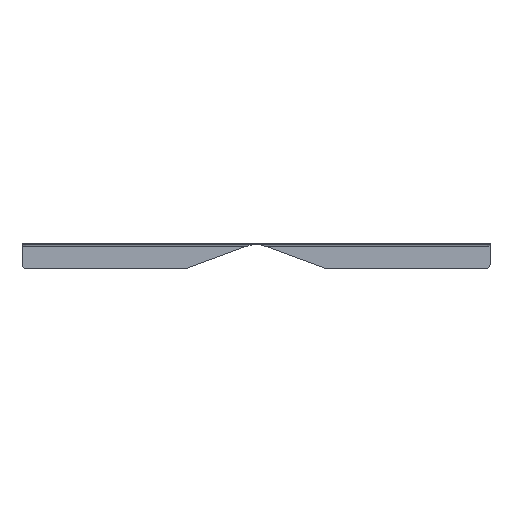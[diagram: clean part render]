
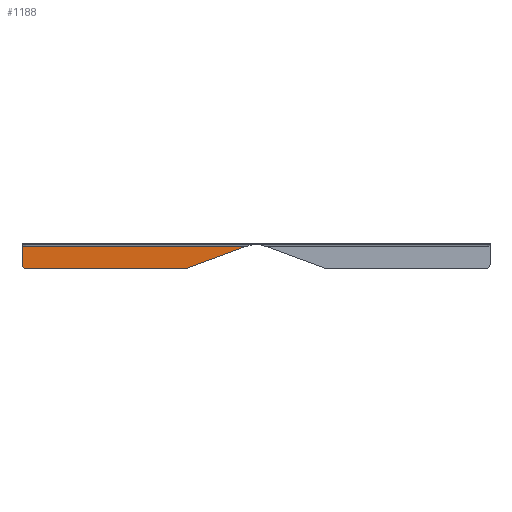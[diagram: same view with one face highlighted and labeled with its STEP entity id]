
A CAD part, front view. The second image highlights one B-rep face of the part: STEP entity #1188.
In plain terms, the highlighted planar face has unit normal (0, -1, 0).
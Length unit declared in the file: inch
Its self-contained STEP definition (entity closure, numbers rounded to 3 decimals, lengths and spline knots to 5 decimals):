
#45 = LINE ( 'NONE', #765, #511 ) ;
#76 = VERTEX_POINT ( 'NONE', #366 ) ;
#100 = ORIENTED_EDGE ( 'NONE', *, *, #252, .T. ) ;
#250 = LINE ( 'NONE', #603, #1289 ) ;
#252 = EDGE_CURVE ( 'NONE', #1809, #2091, #1941, .T. ) ;
#263 = CARTESIAN_POINT ( 'NONE',  ( -15.00121, -0.06, -0.123 ) ) ;
#332 = CARTESIAN_POINT ( 'NONE',  ( -9.8125, -0.06, -0.9125 ) ) ;
#357 = PLANE ( 'NONE',  #1747 ) ;
#366 = CARTESIAN_POINT ( 'NONE',  ( -10., -0.06, -0.9125 ) ) ;
#436 = CARTESIAN_POINT ( 'NONE',  ( -3., -0.06, -1.1 ) ) ;
#511 = VECTOR ( 'NONE', #1241, 39.37008 ) ;
#541 = EDGE_CURVE ( 'NONE', #1522, #1809, #45, .T. ) ;
#546 = CARTESIAN_POINT ( 'NONE',  ( -0.38421, -0.06, -0.123 ) ) ;
#552 = ORIENTED_EDGE ( 'NONE', *, *, #643, .T. ) ;
#603 = CARTESIAN_POINT ( 'NONE',  ( -10., -0.06, -0.123 ) ) ;
#643 = EDGE_CURVE ( 'NONE', #2091, #1436, #2116, .T. ) ;
#668 = DIRECTION ( 'NONE',  ( 0., 1., 0. ) ) ;
#754 = DIRECTION ( 'NONE',  ( 0.937, 0., 0.35 ) ) ;
#765 = CARTESIAN_POINT ( 'NONE',  ( -10., -0.06, -1.1 ) ) ;
#1014 = EDGE_CURVE ( 'NONE', #1436, #76, #250, .T. ) ;
#1036 = ORIENTED_EDGE ( 'NONE', *, *, #1159, .F. ) ;
#1077 = DIRECTION ( 'NONE',  ( 0., 1., 0. ) ) ;
#1159 = EDGE_CURVE ( 'NONE', #1522, #76, #2023, .T. ) ;
#1188 = ADVANCED_FACE ( 'NONE', ( #1189 ), #357, .F. ) ;
#1189 = FACE_OUTER_BOUND ( 'NONE', #1962, .T. ) ;
#1212 = ORIENTED_EDGE ( 'NONE', *, *, #1014, .T. ) ;
#1241 = DIRECTION ( 'NONE',  ( 1., 0., 0. ) ) ;
#1251 = DIRECTION ( 'NONE',  ( -1., 0., 0. ) ) ;
#1289 = VECTOR ( 'NONE', #1587, 39.37008 ) ;
#1424 = ORIENTED_EDGE ( 'NONE', *, *, #541, .T. ) ;
#1436 = VERTEX_POINT ( 'NONE', #1852 ) ;
#1508 = CARTESIAN_POINT ( 'NONE',  ( -10., -0.06, -1.1 ) ) ;
#1522 = VERTEX_POINT ( 'NONE', #2142 ) ;
#1584 = DIRECTION ( 'NONE',  ( 0., 0., 1. ) ) ;
#1587 = DIRECTION ( 'NONE',  ( 0., 0., -1. ) ) ;
#1614 = CARTESIAN_POINT ( 'NONE',  ( -3., -0.06, -1.1 ) ) ;
#1738 = VECTOR ( 'NONE', #1251, 39.37008 ) ;
#1747 = AXIS2_PLACEMENT_3D ( 'NONE', #1508, #668, #1584 ) ;
#1809 = VERTEX_POINT ( 'NONE', #1614 ) ;
#1852 = CARTESIAN_POINT ( 'NONE',  ( -10., -0.06, -0.123 ) ) ;
#1898 = DIRECTION ( 'NONE',  ( 0., 0., -1. ) ) ;
#1918 = AXIS2_PLACEMENT_3D ( 'NONE', #332, #1077, #1898 ) ;
#1941 = LINE ( 'NONE', #436, #2132 ) ;
#1962 = EDGE_LOOP ( 'NONE', ( #552, #1212, #1036, #1424, #100 ) ) ;
#2023 = CIRCLE ( 'NONE', #1918, 0.1875 ) ;
#2091 = VERTEX_POINT ( 'NONE', #546 ) ;
#2116 = LINE ( 'NONE', #263, #1738 ) ;
#2132 = VECTOR ( 'NONE', #754, 39.37008 ) ;
#2142 = CARTESIAN_POINT ( 'NONE',  ( -9.8125, -0.06, -1.1 ) ) ;
